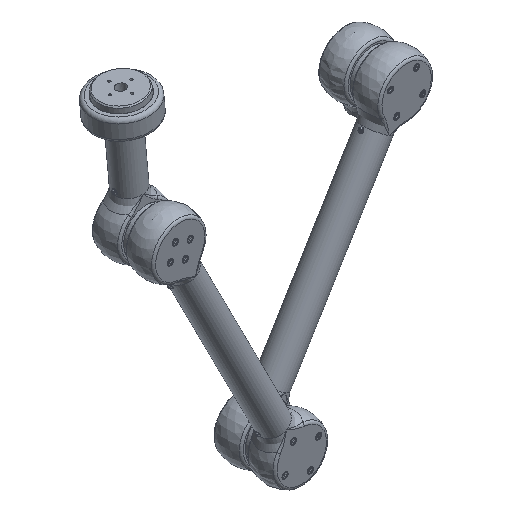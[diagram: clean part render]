
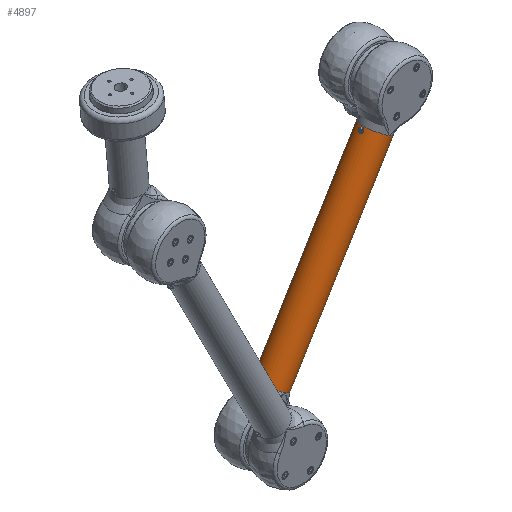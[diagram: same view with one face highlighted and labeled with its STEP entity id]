
A CAD part, isometric view. The second image highlights one B-rep face of the part: STEP entity #4897.
In plain terms, the highlighted cylindrical face has radius 12.7 mm (diameter 25.4 mm), a full revolution.
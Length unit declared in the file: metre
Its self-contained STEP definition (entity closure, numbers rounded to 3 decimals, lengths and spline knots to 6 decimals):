
#96=B_SPLINE_CURVE_WITH_KNOTS('',3,(#9112,#9113,#9114,#9115,#9116,#9117,
#9118,#9119,#9120,#9121,#9122),.UNSPECIFIED.,.T.,.F.,(1,1,1,1,1,1,1,1,1,
1,1,1,1,1,1),(-0.003278,-0.002185,-0.001093,
0.,0.001093,0.002185,0.003278,0.00437,
0.005463,0.006556,0.007648,0.008741,
0.009834,0.010926,0.012019),
 .UNSPECIFIED.);
#97=B_SPLINE_CURVE_WITH_KNOTS('',3,(#9124,#9125,#9126,#9127,#9128,#9129,
#9130,#9131,#9132,#9133,#9134),.UNSPECIFIED.,.T.,.F.,(1,1,1,1,1,1,1,1,1,
1,1,1,1,1,1),(-0.003278,-0.002185,-0.001093,
0.,0.001093,0.002185,0.003278,0.00437,
0.005463,0.006556,0.007648,0.008741,
0.009834,0.010926,0.012019),
 .UNSPECIFIED.);
#98=B_SPLINE_CURVE_WITH_KNOTS('',3,(#9136,#9137,#9138,#9139,#9140,#9141,
#9142,#9143,#9144,#9145,#9146),.UNSPECIFIED.,.T.,.F.,(1,1,1,1,1,1,1,1,1,
1,1,1,1,1,1),(-0.003278,-0.002185,-0.001093,
0.,0.001093,0.002185,0.003278,0.00437,
0.005463,0.006556,0.007648,0.008741,
0.009834,0.010926,0.012019),
 .UNSPECIFIED.);
#99=B_SPLINE_CURVE_WITH_KNOTS('',3,(#9148,#9149,#9150,#9151,#9152,#9153,
#9154,#9155,#9156,#9157,#9158),.UNSPECIFIED.,.T.,.F.,(1,1,1,1,1,1,1,1,1,
1,1,1,1,1,1),(-0.003278,-0.002185,-0.001093,
0.,0.001093,0.002185,0.003278,0.00437,
0.005463,0.006556,0.007648,0.008741,
0.009834,0.010926,0.012019),
 .UNSPECIFIED.);
#564=CYLINDRICAL_SURFACE('',#5708,0.0127);
#1675=ORIENTED_EDGE('',*,*,#2310,.F.);
#1676=ORIENTED_EDGE('',*,*,#2311,.F.);
#1677=ORIENTED_EDGE('',*,*,#2312,.F.);
#1678=ORIENTED_EDGE('',*,*,#2313,.F.);
#1679=ORIENTED_EDGE('',*,*,#2314,.T.);
#1680=ORIENTED_EDGE('',*,*,#2315,.F.);
#2310=EDGE_CURVE('',#2756,#2756,#96,.T.);
#2311=EDGE_CURVE('',#2757,#2757,#97,.T.);
#2312=EDGE_CURVE('',#2758,#2758,#98,.T.);
#2313=EDGE_CURVE('',#2759,#2759,#99,.T.);
#2314=EDGE_CURVE('',#2760,#2760,#3130,.T.);
#2315=EDGE_CURVE('',#2761,#2761,#3131,.T.);
#2756=VERTEX_POINT('',#9123);
#2757=VERTEX_POINT('',#9135);
#2758=VERTEX_POINT('',#9147);
#2759=VERTEX_POINT('',#9159);
#2760=VERTEX_POINT('',#9161);
#2761=VERTEX_POINT('',#9163);
#3130=CIRCLE('',#5709,0.0127);
#3131=CIRCLE('',#5710,0.0127);
#3716=EDGE_LOOP('',(#1675));
#3717=EDGE_LOOP('',(#1676));
#3718=EDGE_LOOP('',(#1677));
#3719=EDGE_LOOP('',(#1678));
#3720=EDGE_LOOP('',(#1679));
#3721=EDGE_LOOP('',(#1680));
#4374=FACE_BOUND('',#3716,.T.);
#4375=FACE_BOUND('',#3717,.T.);
#4376=FACE_BOUND('',#3718,.T.);
#4377=FACE_BOUND('',#3719,.T.);
#4378=FACE_BOUND('',#3720,.T.);
#4379=FACE_BOUND('',#3721,.T.);
#4897=ADVANCED_FACE('',(#4374,#4375,#4376,#4377,#4378,#4379),#564,.T.);
#5708=AXIS2_PLACEMENT_3D('',#9111,#7135,#7136);
#5709=AXIS2_PLACEMENT_3D('',#9160,#7137,#7138);
#5710=AXIS2_PLACEMENT_3D('',#9162,#7139,#7140);
#7135=DIRECTION('',(0.,-1.,0.));
#7136=DIRECTION('',(0.,0.,-1.));
#7137=DIRECTION('',(0.,-1.,0.));
#7138=DIRECTION('',(0.,0.,-1.));
#7139=DIRECTION('',(0.,-1.,0.));
#7140=DIRECTION('',(0.,0.,-1.));
#9111=CARTESIAN_POINT('',(0.,0.18034,0.));
#9112=CARTESIAN_POINT('',(-0.012662,0.004271,-0.001094));
#9113=CARTESIAN_POINT('',(-0.012604,0.003175,-0.001549));
#9114=CARTESIAN_POINT('',(-0.012662,0.00208,-0.001094));
#9115=CARTESIAN_POINT('',(-0.012719,0.001627,-0.000001));
#9116=CARTESIAN_POINT('',(-0.012662,0.00208,0.001094));
#9117=CARTESIAN_POINT('',(-0.012604,0.003175,0.001548));
#9118=CARTESIAN_POINT('',(-0.012661,0.004268,0.001096));
#9119=CARTESIAN_POINT('',(-0.012719,0.004723,0.000001));
#9120=CARTESIAN_POINT('',(-0.012662,0.004271,-0.001094));
#9121=CARTESIAN_POINT('',(-0.012604,0.003175,-0.001549));
#9122=CARTESIAN_POINT('',(-0.012662,0.00208,-0.001094));
#9123=CARTESIAN_POINT('',(-0.012623,0.003175,-0.001397));
#9124=CARTESIAN_POINT('',(0.012662,0.002079,-0.001094));
#9125=CARTESIAN_POINT('',(0.012604,0.003175,-0.001549));
#9126=CARTESIAN_POINT('',(0.012662,0.00427,-0.001094));
#9127=CARTESIAN_POINT('',(0.012719,0.004723,-0.000001));
#9128=CARTESIAN_POINT('',(0.012662,0.00427,0.001094));
#9129=CARTESIAN_POINT('',(0.012604,0.003175,0.001548));
#9130=CARTESIAN_POINT('',(0.012661,0.002082,0.001096));
#9131=CARTESIAN_POINT('',(0.012719,0.001627,0.000001));
#9132=CARTESIAN_POINT('',(0.012662,0.002079,-0.001094));
#9133=CARTESIAN_POINT('',(0.012604,0.003175,-0.001549));
#9134=CARTESIAN_POINT('',(0.012662,0.00427,-0.001094));
#9135=CARTESIAN_POINT('',(0.012623,0.003175,-0.001397));
#9136=CARTESIAN_POINT('',(-0.012662,0.178261,-0.001094));
#9137=CARTESIAN_POINT('',(-0.012604,0.177165,-0.001549));
#9138=CARTESIAN_POINT('',(-0.012662,0.17607,-0.001094));
#9139=CARTESIAN_POINT('',(-0.012719,0.175617,-0.000001));
#9140=CARTESIAN_POINT('',(-0.012662,0.17607,0.001094));
#9141=CARTESIAN_POINT('',(-0.012604,0.177165,0.001548));
#9142=CARTESIAN_POINT('',(-0.012661,0.178258,0.001096));
#9143=CARTESIAN_POINT('',(-0.012719,0.178713,0.000001));
#9144=CARTESIAN_POINT('',(-0.012662,0.178261,-0.001094));
#9145=CARTESIAN_POINT('',(-0.012604,0.177165,-0.001549));
#9146=CARTESIAN_POINT('',(-0.012662,0.17607,-0.001094));
#9147=CARTESIAN_POINT('',(-0.012623,0.177165,-0.001397));
#9148=CARTESIAN_POINT('',(0.012662,0.176069,-0.001094));
#9149=CARTESIAN_POINT('',(0.012604,0.177165,-0.001549));
#9150=CARTESIAN_POINT('',(0.012662,0.17826,-0.001094));
#9151=CARTESIAN_POINT('',(0.012719,0.178713,-0.000001));
#9152=CARTESIAN_POINT('',(0.012662,0.17826,0.001094));
#9153=CARTESIAN_POINT('',(0.012604,0.177165,0.001548));
#9154=CARTESIAN_POINT('',(0.012661,0.176072,0.001096));
#9155=CARTESIAN_POINT('',(0.012719,0.175617,0.000001));
#9156=CARTESIAN_POINT('',(0.012662,0.176069,-0.001094));
#9157=CARTESIAN_POINT('',(0.012604,0.177165,-0.001549));
#9158=CARTESIAN_POINT('',(0.012662,0.17826,-0.001094));
#9159=CARTESIAN_POINT('',(0.012623,0.177165,-0.001397));
#9160=CARTESIAN_POINT('',(0.,0.18034,0.));
#9161=CARTESIAN_POINT('',(0.,0.18034,-0.0127));
#9162=CARTESIAN_POINT('',(0.,0.,0.));
#9163=CARTESIAN_POINT('',(0.,0.,-0.0127));
